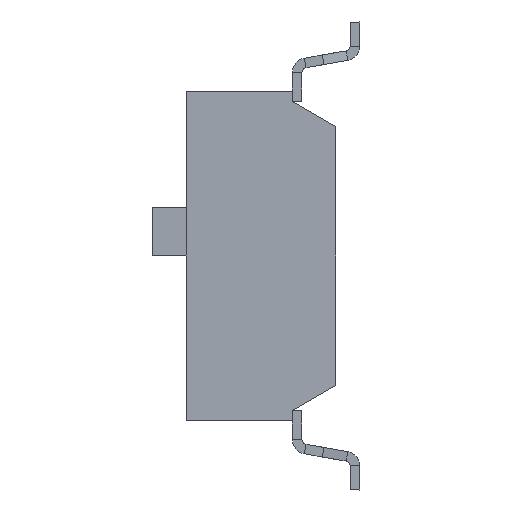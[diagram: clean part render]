
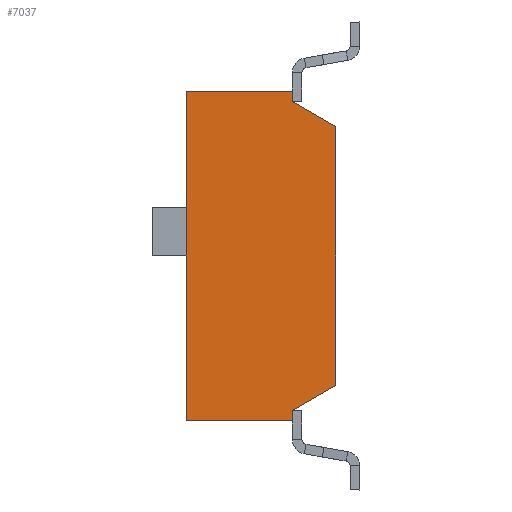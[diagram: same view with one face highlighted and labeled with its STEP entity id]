
A CAD part, left-side view. The second image highlights one B-rep face of the part: STEP entity #7037.
In plain terms, the highlighted planar face has unit normal (-1, 0, 0).
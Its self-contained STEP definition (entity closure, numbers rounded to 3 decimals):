
#436 = CARTESIAN_POINT ( 'NONE',  ( -15.82, 1.4, -3.4 ) ) ;
#768 = VERTEX_POINT ( 'NONE', #34057 ) ;
#1855 = ORIENTED_EDGE ( 'NONE', *, *, #11956, .F. ) ;
#1867 = LINE ( 'NONE', #22655, #15410 ) ;
#2518 = DIRECTION ( 'NONE',  ( 0., 0.866, -0.5 ) ) ;
#3509 = VECTOR ( 'NONE', #15563, 1000. ) ;
#4031 = ORIENTED_EDGE ( 'NONE', *, *, #23407, .F. ) ;
#4387 = VERTEX_POINT ( 'NONE', #27084 ) ;
#4998 = ORIENTED_EDGE ( 'NONE', *, *, #12799, .F. ) ;
#5063 = CARTESIAN_POINT ( 'NONE',  ( -15.82, 1.4, 3.4 ) ) ;
#6473 = LINE ( 'NONE', #27245, #25437 ) ;
#6741 = LINE ( 'NONE', #27675, #29855 ) ;
#6891 = CARTESIAN_POINT ( 'NONE',  ( -15.82, 3.6, 3.4 ) ) ;
#7037 = ADVANCED_FACE ( 'NONE', ( #23695 ), #28410, .T. ) ;
#7106 = EDGE_CURVE ( 'NONE', #17892, #21320, #6741, .T. ) ;
#8104 = EDGE_CURVE ( 'NONE', #24018, #31612, #10415, .T. ) ;
#8283 = ORIENTED_EDGE ( 'NONE', *, *, #7106, .F. ) ;
#8530 = DIRECTION ( 'NONE',  ( 0., 0., 1. ) ) ;
#10079 = ORIENTED_EDGE ( 'NONE', *, *, #16972, .F. ) ;
#10332 = DIRECTION ( 'NONE',  ( 0., -1., 0. ) ) ;
#10415 = LINE ( 'NONE', #21023, #16045 ) ;
#11017 = VECTOR ( 'NONE', #29252, 1000. ) ;
#11956 = EDGE_CURVE ( 'NONE', #4387, #768, #20825, .T. ) ;
#12799 = EDGE_CURVE ( 'NONE', #29460, #4387, #18613, .T. ) ;
#13925 = CARTESIAN_POINT ( 'NONE',  ( -15.82, 3.6, -3.4 ) ) ;
#13928 = EDGE_CURVE ( 'NONE', #19702, #24018, #17617, .T. ) ;
#15410 = VECTOR ( 'NONE', #22823, 1000. ) ;
#15563 = DIRECTION ( 'NONE',  ( 0., 0., -1. ) ) ;
#15731 = LINE ( 'NONE', #25829, #18926 ) ;
#16045 = VECTOR ( 'NONE', #2518, 1000. ) ;
#16763 = DIRECTION ( 'NONE',  ( 0., 0., -1. ) ) ;
#16939 = VECTOR ( 'NONE', #18210, 1000. ) ;
#16972 = EDGE_CURVE ( 'NONE', #31612, #29460, #6473, .T. ) ;
#17296 = EDGE_CURVE ( 'NONE', #21320, #19702, #1867, .T. ) ;
#17617 = LINE ( 'NONE', #23225, #3509 ) ;
#17892 = VERTEX_POINT ( 'NONE', #5063 ) ;
#17979 = CARTESIAN_POINT ( 'NONE',  ( -15.82, 1.4, -3.2 ) ) ;
#18210 = DIRECTION ( 'NONE',  ( 0., 0., 1. ) ) ;
#18613 = LINE ( 'NONE', #13925, #11017 ) ;
#18888 = CARTESIAN_POINT ( 'NONE',  ( -15.82, 1.4, 3.2 ) ) ;
#18926 = VECTOR ( 'NONE', #10332, 1000. ) ;
#19702 = VERTEX_POINT ( 'NONE', #23038 ) ;
#19781 = AXIS2_PLACEMENT_3D ( 'NONE', #29604, #24036, #8530 ) ;
#20825 = LINE ( 'NONE', #6891, #16939 ) ;
#21023 = CARTESIAN_POINT ( 'NONE',  ( -15.82, 1.4, -3.2 ) ) ;
#21320 = VERTEX_POINT ( 'NONE', #18888 ) ;
#22263 = DIRECTION ( 'NONE',  ( 0., 0., -1. ) ) ;
#22286 = ORIENTED_EDGE ( 'NONE', *, *, #8104, .F. ) ;
#22655 = CARTESIAN_POINT ( 'NONE',  ( -15.82, 1.4, 3.2 ) ) ;
#22823 = DIRECTION ( 'NONE',  ( 0., -0.866, -0.5 ) ) ;
#23038 = CARTESIAN_POINT ( 'NONE',  ( -15.82, 0.5, 2.68 ) ) ;
#23225 = CARTESIAN_POINT ( 'NONE',  ( -15.82, 0.5, -2.68 ) ) ;
#23407 = EDGE_CURVE ( 'NONE', #768, #17892, #15731, .T. ) ;
#23695 = FACE_OUTER_BOUND ( 'NONE', #26654, .T. ) ;
#24018 = VERTEX_POINT ( 'NONE', #33160 ) ;
#24036 = DIRECTION ( 'NONE',  ( -1., 0., 0. ) ) ;
#25437 = VECTOR ( 'NONE', #16763, 1000. ) ;
#25812 = ORIENTED_EDGE ( 'NONE', *, *, #13928, .F. ) ;
#25829 = CARTESIAN_POINT ( 'NONE',  ( -15.82, 3.6, 3.4 ) ) ;
#26654 = EDGE_LOOP ( 'NONE', ( #31312, #8283, #4031, #1855, #4998, #10079, #22286, #25812 ) ) ;
#27084 = CARTESIAN_POINT ( 'NONE',  ( -15.82, 3.6, -3.4 ) ) ;
#27245 = CARTESIAN_POINT ( 'NONE',  ( -15.82, 1.4, -3.4 ) ) ;
#27675 = CARTESIAN_POINT ( 'NONE',  ( -15.82, 1.4, 3.4 ) ) ;
#28410 = PLANE ( 'NONE',  #19781 ) ;
#29252 = DIRECTION ( 'NONE',  ( 0., 1., 0. ) ) ;
#29460 = VERTEX_POINT ( 'NONE', #436 ) ;
#29604 = CARTESIAN_POINT ( 'NONE',  ( -15.82, 0., 0. ) ) ;
#29855 = VECTOR ( 'NONE', #22263, 1000. ) ;
#31312 = ORIENTED_EDGE ( 'NONE', *, *, #17296, .F. ) ;
#31612 = VERTEX_POINT ( 'NONE', #17979 ) ;
#33160 = CARTESIAN_POINT ( 'NONE',  ( -15.82, 0.5, -2.68 ) ) ;
#34057 = CARTESIAN_POINT ( 'NONE',  ( -15.82, 3.6, 3.4 ) ) ;
